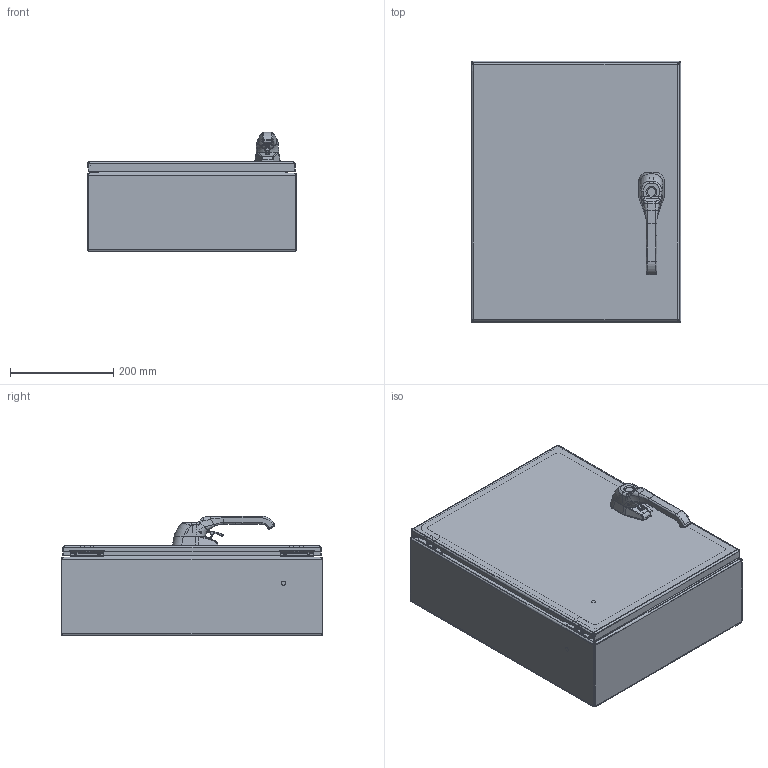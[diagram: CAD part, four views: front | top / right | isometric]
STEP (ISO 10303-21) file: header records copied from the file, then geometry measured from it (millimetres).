
FILE_DESCRIPTION(/* description */ ('20X16X6 316 S.S. TUB'),/* implementation_level */ '2;1');
FILE_NAME(/* name */ 'N412201606SSA1PTC.stp',/* time_stamp */ '2016-03-14T10:16:17+06:00',/* author */ ('rsundaram'),/* organization */ (''),/* preprocessor_version */ 'ST-DEVELOPER v16.1',/* originating_system */ 'Autodesk Inventor 2016',/* authorisation */ '');
FILE_SCHEMA (('AUTOMOTIVE_DESIGN { 1 0 10303 214 3 1 1 }'));
Products named in the file (30): N412201606SSA1PTCBKP; N4122016SSA1PTCLID; 17376 PIN; 17380 SCREW; 17723 BOX LEAF; 17723-UTI BRACKET; 17910 SEALING WASHER; HFW328176; HFW3161; 388151; HFW328175; 1091-73; 1091-74-03; 1091-74-01; 1091-B11_ASM; 1091-75; DIN3771_16X2_5; 2100-11; 1091-76; D125B_10_5; DIN985_M10; 1000-277-01; 1000-02; 1225-05; SPACER; HFW32451; 38846; HFW31710; N412C2016FIP; N412201606SSA1PTC
Assembly tree (39 placements, depth 4):
  N412201606SSA1PTC
    N412201606SSA1PTCBKP
    N4122016SSA1PTCLID
    HFW328176  x2
      17376 PIN
      17380 SCREW
      17723 BOX LEAF
      17723-UTI BRACKET
      17910 SEALING WASHER
    HFW3161  x2
    388151  x4
    HFW328175  x2
    HFW32451
      1091-73
      1091-B11_ASM
        1091-74-03
        1091-74-01
      1091-75
      DIN3771_16X2_5
      2100-11
      1091-76
      D125B_10_5
      DIN985_M10
      1000-277-01  x2
      1000-02
      1225-05
      SPACER
    38846  x2
    HFW31710
    N412C2016FIP
Bounding box: 406.4 x 508 x 231.65 mm (x, y, z)
Volume: 1484605.4 mm3; surface area: 1707933.3 mm2
Topology: 42 solids, 42 shells, 2808 faces, 6688 edges, 3947 vertices
Faces by surface type: cylinder 1023, plane 875, bspline 400, torus 223, cone 194, sphere 93
Full cylindrical faces by diameter (mm): 2.362 x4, 2.5 x1, 3 x1, 3.1 x2, 3.15 x1, 3.175 x2, 3.317 x68, 3.5 x1, 3.861 x4, 3.962 x2, 4.166 x68, 4.25 x4, 4.366 x4, 4.572 x4, 4.775 x4, 5.4 x3, 6 x2, 6.35 x10, 6.502 x4, 6.985 x4, 7.137 x3, 7.62 x4, 8 x1, 8.128 x4, 8.56 x2, 9.144 x4, 10 x1, 10.2 x3, 10.5 x2, 11.05 x2
Entity records: 90136 total; most frequent: CARTESIAN_POINT 44352, DIRECTION 9310, ORIENTED_EDGE 9062, EDGE_CURVE 4531, AXIS2_PLACEMENT_3D 3630, VERTEX_POINT 2754, EDGE_LOOP 2357, FACE_OUTER_BOUND 2056
